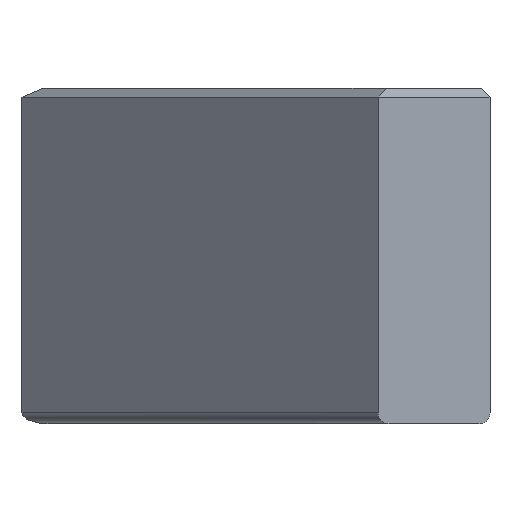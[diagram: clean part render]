
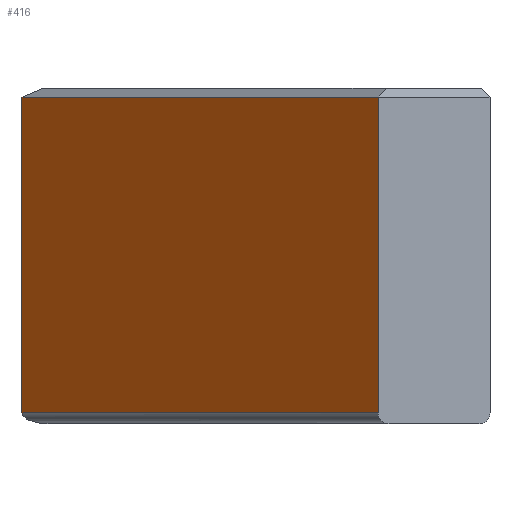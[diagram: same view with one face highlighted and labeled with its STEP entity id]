
A CAD part, left-side view. The second image highlights one B-rep face of the part: STEP entity #416.
In plain terms, the highlighted planar face has unit normal (-0.707, 0.707, 0).
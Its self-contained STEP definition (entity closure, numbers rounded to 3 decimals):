
#38=PLANE('',#473);
#72=FACE_OUTER_BOUND('',#99,.T.);
#99=EDGE_LOOP('',(#386,#387,#388,#389));
#105=LINE('',#620,#144);
#111=LINE('',#659,#150);
#134=LINE('',#706,#173);
#138=LINE('',#713,#177);
#144=VECTOR('',#493,10.);
#150=VECTOR('',#535,10.);
#173=VECTOR('',#584,10.);
#177=VECTOR('',#594,10.);
#192=VERTEX_POINT('',#613);
#195=VERTEX_POINT('',#618);
#210=VERTEX_POINT('',#658);
#219=VERTEX_POINT('',#698);
#230=EDGE_CURVE('',#195,#192,#105,.T.);
#248=EDGE_CURVE('',#210,#192,#111,.T.);
#273=EDGE_CURVE('',#195,#219,#134,.T.);
#277=EDGE_CURVE('',#219,#210,#138,.T.);
#386=ORIENTED_EDGE('',*,*,#248,.T.);
#387=ORIENTED_EDGE('',*,*,#230,.F.);
#388=ORIENTED_EDGE('',*,*,#273,.T.);
#389=ORIENTED_EDGE('',*,*,#277,.T.);
#416=ADVANCED_FACE('',(#72),#38,.F.);
#473=AXIS2_PLACEMENT_3D('',#716,#599,#600);
#493=DIRECTION('',(0.,0.,-1.));
#535=DIRECTION('',(-0.707,-0.707,0.));
#584=DIRECTION('',(0.707,0.707,0.));
#594=DIRECTION('',(0.,0.,-1.));
#599=DIRECTION('center_axis',(0.707,-0.707,0.));
#600=DIRECTION('ref_axis',(-0.707,-0.707,0.));
#613=CARTESIAN_POINT('',(134.09,5.,-14.5));
#618=CARTESIAN_POINT('',(134.09,5.,-0.4));
#620=CARTESIAN_POINT('',(134.09,5.,0.));
#658=CARTESIAN_POINT('',(150.,20.91,-14.5));
#659=CARTESIAN_POINT('',(143.898,14.807,-14.5));
#698=CARTESIAN_POINT('',(150.,20.91,-0.4));
#706=CARTESIAN_POINT('',(143.898,14.807,-0.4));
#713=CARTESIAN_POINT('',(150.,20.91,0.));
#716=CARTESIAN_POINT('Origin',(150.,20.91,0.));
